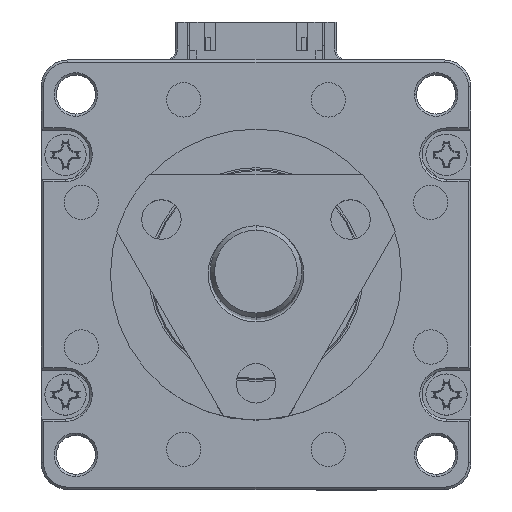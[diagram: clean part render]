
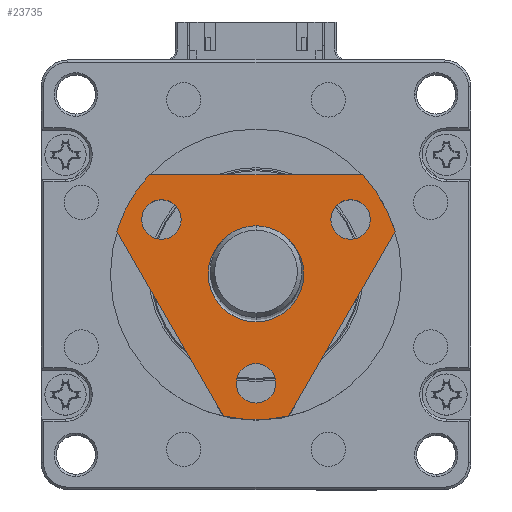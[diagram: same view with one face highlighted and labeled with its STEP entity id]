
A CAD part, top view. The second image highlights one B-rep face of the part: STEP entity #23735.
In plain terms, the highlighted planar face has unit normal (0, 0, 1).
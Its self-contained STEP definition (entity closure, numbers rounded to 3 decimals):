
#1 = DIRECTION ( 'NONE',  ( 0., 0., 1. ) ) ;
#403 = VERTEX_POINT ( 'NONE', #18665 ) ;
#445 = DIRECTION ( 'NONE',  ( 0., 1., 0. ) ) ;
#737 = CARTESIAN_POINT ( 'NONE',  ( 0., -11.71, 40.4 ) ) ;
#744 = CIRCLE ( 'NONE', #6822, 2.58 ) ;
#919 = EDGE_CURVE ( 'NONE', #23882, #16767, #8546, .T. ) ;
#1160 = CARTESIAN_POINT ( 'NONE',  ( -12.376, 9.725, 40.4 ) ) ;
#1169 = ORIENTED_EDGE ( 'NONE', *, *, #18379, .F. ) ;
#1372 = DIRECTION ( 'NONE',  ( 0., 1., 0. ) ) ;
#1408 = VERTEX_POINT ( 'NONE', #23224 ) ;
#1569 = AXIS2_PLACEMENT_3D ( 'NONE', #17881, #6592, #19786 ) ;
#1570 = VERTEX_POINT ( 'NONE', #737 ) ;
#1748 = EDGE_CURVE ( 'NONE', #13643, #22255, #23888, .T. ) ;
#1899 = DIRECTION ( 'NONE',  ( 0., -1., 0. ) ) ;
#1975 = PLANE ( 'NONE',  #13213 ) ;
#2126 = VERTEX_POINT ( 'NONE', #8852 ) ;
#2844 = ORIENTED_EDGE ( 'NONE', *, *, #14742, .F. ) ;
#3167 = ORIENTED_EDGE ( 'NONE', *, *, #22534, .F. ) ;
#3502 = DIRECTION ( 'NONE',  ( 0., 0., 1. ) ) ;
#3676 = FACE_OUTER_BOUND ( 'NONE', #24438, .T. ) ;
#3737 = DIRECTION ( 'NONE',  ( 0., 0., -1. ) ) ;
#3835 = AXIS2_PLACEMENT_3D ( 'NONE', #11163, #20698, #9430 ) ;
#4060 = CARTESIAN_POINT ( 'NONE',  ( 0., 0., 40.4 ) ) ;
#4396 = CARTESIAN_POINT ( 'NONE',  ( 12.376, 4.565, 40.4 ) ) ;
#4508 = VECTOR ( 'NONE', #23557, 1000. ) ;
#4557 = FACE_BOUND ( 'NONE', #20978, .T. ) ;
#4789 = ORIENTED_EDGE ( 'NONE', *, *, #1748, .F. ) ;
#4825 = EDGE_CURVE ( 'NONE', #2126, #5530, #744, .T. ) ;
#5113 = CIRCLE ( 'NONE', #13193, 19.05 ) ;
#5121 = DIRECTION ( 'NONE',  ( 0., -1., 0. ) ) ;
#5428 = VERTEX_POINT ( 'NONE', #21543 ) ;
#5530 = VERTEX_POINT ( 'NONE', #4396 ) ;
#5562 = VERTEX_POINT ( 'NONE', #1160 ) ;
#5594 = VECTOR ( 'NONE', #22245, 1000. ) ;
#5673 = EDGE_CURVE ( 'NONE', #8162, #13643, #5923, .T. ) ;
#5923 = CIRCLE ( 'NONE', #14235, 19.05 ) ;
#5988 = LINE ( 'NONE', #17528, #4508 ) ;
#6088 = CIRCLE ( 'NONE', #11498, 6.25 ) ;
#6100 = ORIENTED_EDGE ( 'NONE', *, *, #17450, .F. ) ;
#6250 = DIRECTION ( 'NONE',  ( 0., 0., -1. ) ) ;
#6533 = EDGE_CURVE ( 'NONE', #16767, #5428, #5988, .T. ) ;
#6592 = DIRECTION ( 'NONE',  ( 0., 0., 1. ) ) ;
#6671 = DIRECTION ( 'NONE',  ( 0., 0., 1. ) ) ;
#6822 = AXIS2_PLACEMENT_3D ( 'NONE', #15794, #11931, #445 ) ;
#6832 = EDGE_CURVE ( 'NONE', #1570, #8484, #10961, .T. ) ;
#7015 = VERTEX_POINT ( 'NONE', #14373 ) ;
#7349 = CARTESIAN_POINT ( 'NONE',  ( 4.296, -18.559, 40.4 ) ) ;
#7365 = CARTESIAN_POINT ( 'NONE',  ( 13.925, 13., 40.4 ) ) ;
#7505 = DIRECTION ( 'NONE',  ( 0., 0., -1. ) ) ;
#8162 = VERTEX_POINT ( 'NONE', #7365 ) ;
#8484 = VERTEX_POINT ( 'NONE', #10236 ) ;
#8546 = CIRCLE ( 'NONE', #18775, 19.05 ) ;
#8852 = CARTESIAN_POINT ( 'NONE',  ( 12.376, 9.725, 40.4 ) ) ;
#9026 = VECTOR ( 'NONE', #11023, 1000. ) ;
#9191 = CARTESIAN_POINT ( 'NONE',  ( -12.376, 7.145, 40.4 ) ) ;
#9360 = DIRECTION ( 'NONE',  ( 0., 1., 0. ) ) ;
#9430 = DIRECTION ( 'NONE',  ( 0., 1., 0. ) ) ;
#9717 = ORIENTED_EDGE ( 'NONE', *, *, #6533, .F. ) ;
#9739 = DIRECTION ( 'NONE',  ( 1., 0., 0. ) ) ;
#9879 = CIRCLE ( 'NONE', #23333, 2.58 ) ;
#9930 = ORIENTED_EDGE ( 'NONE', *, *, #19207, .F. ) ;
#10236 = CARTESIAN_POINT ( 'NONE',  ( 0., -16.87, 40.4 ) ) ;
#10865 = DIRECTION ( 'NONE',  ( 0., 0., 1. ) ) ;
#10961 = CIRCLE ( 'NONE', #3835, 2.58 ) ;
#11023 = DIRECTION ( 'NONE',  ( 1., 0., 0. ) ) ;
#11066 = ORIENTED_EDGE ( 'NONE', *, *, #6832, .F. ) ;
#11075 = CARTESIAN_POINT ( 'NONE',  ( 0., 0., 40.4 ) ) ;
#11163 = CARTESIAN_POINT ( 'NONE',  ( 0., -14.29, 40.4 ) ) ;
#11204 = EDGE_CURVE ( 'NONE', #7015, #12227, #6088, .T. ) ;
#11319 = CARTESIAN_POINT ( 'NONE',  ( 6.25, 0., 40.4 ) ) ;
#11498 = AXIS2_PLACEMENT_3D ( 'NONE', #17239, #1, #9739 ) ;
#11931 = DIRECTION ( 'NONE',  ( 0., 0., 1. ) ) ;
#12057 = CARTESIAN_POINT ( 'NONE',  ( 0., 0., 40.4 ) ) ;
#12227 = VERTEX_POINT ( 'NONE', #11319 ) ;
#12562 = AXIS2_PLACEMENT_3D ( 'NONE', #12057, #6671, #19857 ) ;
#12803 = EDGE_LOOP ( 'NONE', ( #24291, #23697 ) ) ;
#13092 = CARTESIAN_POINT ( 'NONE',  ( 0., 13., 40.4 ) ) ;
#13193 = AXIS2_PLACEMENT_3D ( 'NONE', #4060, #17261, #21223 ) ;
#13213 = AXIS2_PLACEMENT_3D ( 'NONE', #18814, #7505, #22604 ) ;
#13643 = VERTEX_POINT ( 'NONE', #18282 ) ;
#14235 = AXIS2_PLACEMENT_3D ( 'NONE', #18069, #14455, #5121 ) ;
#14314 = FACE_BOUND ( 'NONE', #23678, .T. ) ;
#14373 = CARTESIAN_POINT ( 'NONE',  ( -6.25, 0., 40.4 ) ) ;
#14455 = DIRECTION ( 'NONE',  ( 0., 0., -1. ) ) ;
#14644 = LINE ( 'NONE', #13092, #9026 ) ;
#14742 = EDGE_CURVE ( 'NONE', #8484, #1570, #21207, .T. ) ;
#15157 = EDGE_CURVE ( 'NONE', #5530, #2126, #20036, .T. ) ;
#15794 = CARTESIAN_POINT ( 'NONE',  ( 12.376, 7.145, 40.4 ) ) ;
#15807 = CARTESIAN_POINT ( 'NONE',  ( 12.376, 7.145, 40.4 ) ) ;
#16006 = ORIENTED_EDGE ( 'NONE', *, *, #22724, .F. ) ;
#16731 = CIRCLE ( 'NONE', #12562, 6.25 ) ;
#16767 = VERTEX_POINT ( 'NONE', #23321 ) ;
#17146 = AXIS2_PLACEMENT_3D ( 'NONE', #11075, #3737, #1899 ) ;
#17239 = CARTESIAN_POINT ( 'NONE',  ( 0., 0., 40.4 ) ) ;
#17261 = DIRECTION ( 'NONE',  ( 0., 0., -1. ) ) ;
#17450 = EDGE_CURVE ( 'NONE', #5562, #403, #18182, .T. ) ;
#17528 = CARTESIAN_POINT ( 'NONE',  ( -4.296, -18.559, 40.4 ) ) ;
#17565 = CARTESIAN_POINT ( 'NONE',  ( 0., -19.05, 40.4 ) ) ;
#17708 = AXIS2_PLACEMENT_3D ( 'NONE', #15807, #21255, #19671 ) ;
#17881 = CARTESIAN_POINT ( 'NONE',  ( 0., -14.29, 40.4 ) ) ;
#18069 = CARTESIAN_POINT ( 'NONE',  ( 0., 0., 40.4 ) ) ;
#18182 = CIRCLE ( 'NONE', #20906, 2.58 ) ;
#18282 = CARTESIAN_POINT ( 'NONE',  ( 18.221, 5.559, 40.4 ) ) ;
#18379 = EDGE_CURVE ( 'NONE', #403, #5562, #9879, .T. ) ;
#18665 = CARTESIAN_POINT ( 'NONE',  ( -12.376, 4.565, 40.4 ) ) ;
#18763 = EDGE_LOOP ( 'NONE', ( #3167, #19877 ) ) ;
#18775 = AXIS2_PLACEMENT_3D ( 'NONE', #21177, #6250, #19522 ) ;
#18814 = CARTESIAN_POINT ( 'NONE',  ( 0., 0., 40.4 ) ) ;
#19035 = CIRCLE ( 'NONE', #17146, 19.05 ) ;
#19207 = EDGE_CURVE ( 'NONE', #22255, #23882, #5113, .T. ) ;
#19522 = DIRECTION ( 'NONE',  ( 0., -1., 0. ) ) ;
#19671 = DIRECTION ( 'NONE',  ( 0., 1., 0. ) ) ;
#19786 = DIRECTION ( 'NONE',  ( 0., 1., 0. ) ) ;
#19857 = DIRECTION ( 'NONE',  ( 1., 0., 0. ) ) ;
#19877 = ORIENTED_EDGE ( 'NONE', *, *, #11204, .F. ) ;
#20036 = CIRCLE ( 'NONE', #17708, 2.58 ) ;
#20145 = ORIENTED_EDGE ( 'NONE', *, *, #919, .F. ) ;
#20698 = DIRECTION ( 'NONE',  ( 0., 0., 1. ) ) ;
#20906 = AXIS2_PLACEMENT_3D ( 'NONE', #9191, #3502, #9360 ) ;
#20978 = EDGE_LOOP ( 'NONE', ( #11066, #2844 ) ) ;
#21177 = CARTESIAN_POINT ( 'NONE',  ( 0., 0., 40.4 ) ) ;
#21207 = CIRCLE ( 'NONE', #1569, 2.58 ) ;
#21223 = DIRECTION ( 'NONE',  ( 0., -1., 0. ) ) ;
#21255 = DIRECTION ( 'NONE',  ( 0., 0., 1. ) ) ;
#21543 = CARTESIAN_POINT ( 'NONE',  ( -18.221, 5.559, 40.4 ) ) ;
#21924 = CARTESIAN_POINT ( 'NONE',  ( 18.221, 5.559, 40.4 ) ) ;
#21974 = FACE_BOUND ( 'NONE', #12803, .T. ) ;
#22245 = DIRECTION ( 'NONE',  ( -0.5, -0.866, 0. ) ) ;
#22255 = VERTEX_POINT ( 'NONE', #7349 ) ;
#22324 = CARTESIAN_POINT ( 'NONE',  ( -12.376, 7.145, 40.4 ) ) ;
#22534 = EDGE_CURVE ( 'NONE', #12227, #7015, #16731, .T. ) ;
#22604 = DIRECTION ( 'NONE',  ( 0., 1., 0. ) ) ;
#22724 = EDGE_CURVE ( 'NONE', #1408, #8162, #14644, .T. ) ;
#23028 = ORIENTED_EDGE ( 'NONE', *, *, #23201, .F. ) ;
#23201 = EDGE_CURVE ( 'NONE', #5428, #1408, #19035, .T. ) ;
#23224 = CARTESIAN_POINT ( 'NONE',  ( -13.925, 13., 40.4 ) ) ;
#23321 = CARTESIAN_POINT ( 'NONE',  ( -4.296, -18.559, 40.4 ) ) ;
#23333 = AXIS2_PLACEMENT_3D ( 'NONE', #22324, #10865, #1372 ) ;
#23557 = DIRECTION ( 'NONE',  ( -0.5, 0.866, 0. ) ) ;
#23678 = EDGE_LOOP ( 'NONE', ( #6100, #1169 ) ) ;
#23697 = ORIENTED_EDGE ( 'NONE', *, *, #15157, .F. ) ;
#23735 = ADVANCED_FACE ( 'NONE', ( #24356, #14314, #21974, #4557, #3676 ), #1975, .F. ) ;
#23770 = ORIENTED_EDGE ( 'NONE', *, *, #5673, .F. ) ;
#23882 = VERTEX_POINT ( 'NONE', #17565 ) ;
#23888 = LINE ( 'NONE', #21924, #5594 ) ;
#24291 = ORIENTED_EDGE ( 'NONE', *, *, #4825, .F. ) ;
#24356 = FACE_BOUND ( 'NONE', #18763, .T. ) ;
#24438 = EDGE_LOOP ( 'NONE', ( #23028, #9717, #20145, #9930, #4789, #23770, #16006 ) ) ;
